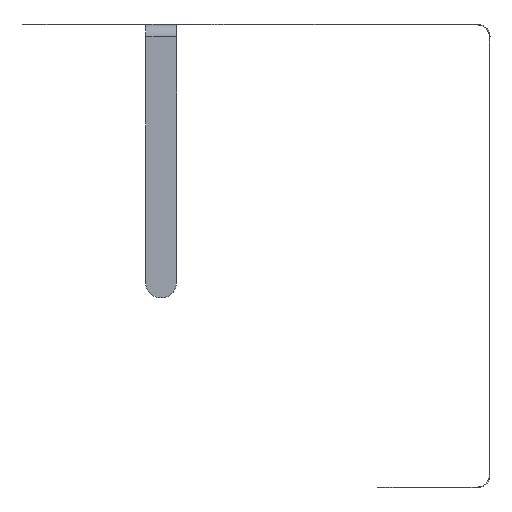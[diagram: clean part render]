
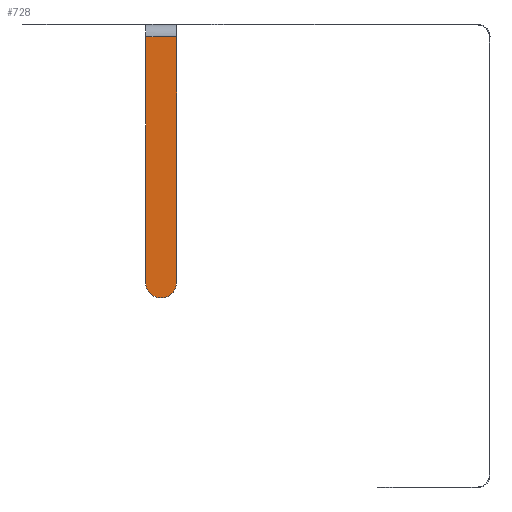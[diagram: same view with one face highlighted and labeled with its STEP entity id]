
A CAD part, front view. The second image highlights one B-rep face of the part: STEP entity #728.
In plain terms, the highlighted planar face has unit normal (0.001, -1, 0).
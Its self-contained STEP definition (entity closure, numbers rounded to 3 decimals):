
#703 = VERTEX_POINT('',#704);
#704 = CARTESIAN_POINT('',(-0.001,43.243,
    -2.024));
#710 = EDGE_CURVE('',#711,#703,#713,.T.);
#711 = VERTEX_POINT('',#712);
#712 = CARTESIAN_POINT('',(4.999,43.248,
    -2.024));
#713 = LINE('',#714,#715);
#714 = CARTESIAN_POINT('',(4.999,43.248,
    -2.024));
#715 = VECTOR('',#716,1.);
#716 = DIRECTION('',(-1.,-0.001,
    0.));
#728 = ADVANCED_FACE('',(#729),#906,.T.);
#729 = FACE_BOUND('',#730,.T.);
#730 = EDGE_LOOP('',(#731,#732,#740,#748,#756,#764,#772,#780,#788,#796,
    #804,#812,#820,#828,#836,#844,#852,#860,#868,#876,#884,#892,#900));
#731 = ORIENTED_EDGE('',*,*,#710,.T.);
#732 = ORIENTED_EDGE('',*,*,#733,.T.);
#733 = EDGE_CURVE('',#703,#734,#736,.T.);
#734 = VERTEX_POINT('',#735);
#735 = CARTESIAN_POINT('',(-0.036,43.243,
    -38.703));
#736 = LINE('',#737,#738);
#737 = CARTESIAN_POINT('',(-0.001,43.243,
    -2.024));
#738 = VECTOR('',#739,1.);
#739 = DIRECTION('',(-0.001,0.,
    -1.));
#740 = ORIENTED_EDGE('',*,*,#741,.T.);
#741 = EDGE_CURVE('',#734,#742,#744,.T.);
#742 = VERTEX_POINT('',#743);
#743 = CARTESIAN_POINT('',(-0.039,43.243,
    -41.678));
#744 = LINE('',#745,#746);
#745 = CARTESIAN_POINT('',(-0.036,43.243,
    -38.703));
#746 = VECTOR('',#747,1.);
#747 = DIRECTION('',(-0.001,0.,
    -1.));
#748 = ORIENTED_EDGE('',*,*,#749,.T.);
#749 = EDGE_CURVE('',#742,#750,#752,.T.);
#750 = VERTEX_POINT('',#751);
#751 = CARTESIAN_POINT('',(-0.039,43.243,
    -41.924));
#752 = LINE('',#753,#754);
#753 = CARTESIAN_POINT('',(-0.039,43.243,
    -41.678));
#754 = VECTOR('',#755,1.);
#755 = DIRECTION('',(-0.001,0.,
    -1.));
#756 = ORIENTED_EDGE('',*,*,#757,.T.);
#757 = EDGE_CURVE('',#750,#758,#760,.T.);
#758 = VERTEX_POINT('',#759);
#759 = CARTESIAN_POINT('',(0.057,43.243,
    -42.407));
#760 = LINE('',#761,#762);
#761 = CARTESIAN_POINT('',(-0.039,43.243,
    -41.924));
#762 = VECTOR('',#763,1.);
#763 = DIRECTION('',(0.194,0.,-0.981)
  );
#764 = ORIENTED_EDGE('',*,*,#765,.T.);
#765 = EDGE_CURVE('',#758,#766,#768,.T.);
#766 = VERTEX_POINT('',#767);
#767 = CARTESIAN_POINT('',(0.245,43.243,
    -42.862));
#768 = LINE('',#769,#770);
#769 = CARTESIAN_POINT('',(0.057,43.243,
    -42.407));
#770 = VECTOR('',#771,1.);
#771 = DIRECTION('',(0.383,0.,-0.924)
  );
#772 = ORIENTED_EDGE('',*,*,#773,.T.);
#773 = EDGE_CURVE('',#766,#774,#776,.T.);
#774 = VERTEX_POINT('',#775);
#775 = CARTESIAN_POINT('',(0.518,43.244,
    -43.273));
#776 = LINE('',#777,#778);
#777 = CARTESIAN_POINT('',(0.245,43.243,
    -42.862));
#778 = VECTOR('',#779,1.);
#779 = DIRECTION('',(0.553,0.001,-0.833)
  );
#780 = ORIENTED_EDGE('',*,*,#781,.T.);
#781 = EDGE_CURVE('',#774,#782,#784,.T.);
#782 = VERTEX_POINT('',#783);
#783 = CARTESIAN_POINT('',(0.865,43.244,
    -43.621));
#784 = LINE('',#785,#786);
#785 = CARTESIAN_POINT('',(0.518,43.244,
    -43.273));
#786 = VECTOR('',#787,1.);
#787 = DIRECTION('',(0.706,0.001,-0.708)
  );
#788 = ORIENTED_EDGE('',*,*,#789,.T.);
#789 = EDGE_CURVE('',#782,#790,#792,.T.);
#790 = VERTEX_POINT('',#791);
#791 = CARTESIAN_POINT('',(1.275,43.244,-43.894
    ));
#792 = LINE('',#793,#794);
#793 = CARTESIAN_POINT('',(0.865,43.244,
    -43.621));
#794 = VECTOR('',#795,1.);
#795 = DIRECTION('',(0.832,0.001,-0.555)
  );
#796 = ORIENTED_EDGE('',*,*,#797,.T.);
#797 = EDGE_CURVE('',#790,#798,#800,.T.);
#798 = VERTEX_POINT('',#799);
#799 = CARTESIAN_POINT('',(1.73,43.245,
    -44.084));
#800 = LINE('',#801,#802);
#801 = CARTESIAN_POINT('',(1.275,43.244,-43.894
    ));
#802 = VECTOR('',#803,1.);
#803 = DIRECTION('',(0.923,0.001,-0.384)
  );
#804 = ORIENTED_EDGE('',*,*,#805,.T.);
#805 = EDGE_CURVE('',#798,#806,#808,.T.);
#806 = VERTEX_POINT('',#807);
#807 = CARTESIAN_POINT('',(2.213,43.245,
    -44.18));
#808 = LINE('',#809,#810);
#809 = CARTESIAN_POINT('',(1.73,43.245,
    -44.084));
#810 = VECTOR('',#811,1.);
#811 = DIRECTION('',(0.981,0.001,-0.196)
  );
#812 = ORIENTED_EDGE('',*,*,#813,.T.);
#813 = EDGE_CURVE('',#806,#814,#816,.T.);
#814 = VERTEX_POINT('',#815);
#815 = CARTESIAN_POINT('',(2.459,43.246,
    -44.18));
#816 = LINE('',#817,#818);
#817 = CARTESIAN_POINT('',(2.213,43.245,
    -44.18));
#818 = VECTOR('',#819,1.);
#819 = DIRECTION('',(1.,0.001,
    -0.001));
#820 = ORIENTED_EDGE('',*,*,#821,.T.);
#821 = EDGE_CURVE('',#814,#822,#824,.T.);
#822 = VERTEX_POINT('',#823);
#823 = CARTESIAN_POINT('',(2.705,43.246,
    -44.181));
#824 = LINE('',#825,#826);
#825 = CARTESIAN_POINT('',(2.459,43.246,
    -44.18));
#826 = VECTOR('',#827,1.);
#827 = DIRECTION('',(1.,0.001,
    -0.001));
#828 = ORIENTED_EDGE('',*,*,#829,.T.);
#829 = EDGE_CURVE('',#822,#830,#832,.T.);
#830 = VERTEX_POINT('',#831);
#831 = CARTESIAN_POINT('',(3.188,43.246,
    -44.085));
#832 = LINE('',#833,#834);
#833 = CARTESIAN_POINT('',(2.705,43.246,
    -44.181));
#834 = VECTOR('',#835,1.);
#835 = DIRECTION('',(0.981,0.001,0.194)
  );
#836 = ORIENTED_EDGE('',*,*,#837,.T.);
#837 = EDGE_CURVE('',#830,#838,#840,.T.);
#838 = VERTEX_POINT('',#839);
#839 = CARTESIAN_POINT('',(3.643,43.247,
    -43.897));
#840 = LINE('',#841,#842);
#841 = CARTESIAN_POINT('',(3.188,43.246,
    -44.085));
#842 = VECTOR('',#843,1.);
#843 = DIRECTION('',(0.924,0.001,0.383));
#844 = ORIENTED_EDGE('',*,*,#845,.T.);
#845 = EDGE_CURVE('',#838,#846,#848,.T.);
#846 = VERTEX_POINT('',#847);
#847 = CARTESIAN_POINT('',(4.053,43.247,
    -43.624));
#848 = LINE('',#849,#850);
#849 = CARTESIAN_POINT('',(3.643,43.247,
    -43.897));
#850 = VECTOR('',#851,1.);
#851 = DIRECTION('',(0.833,0.001,0.553)
  );
#852 = ORIENTED_EDGE('',*,*,#853,.T.);
#853 = EDGE_CURVE('',#846,#854,#856,.T.);
#854 = VERTEX_POINT('',#855);
#855 = CARTESIAN_POINT('',(4.402,43.247,-43.276
    ));
#856 = LINE('',#857,#858);
#857 = CARTESIAN_POINT('',(4.053,43.247,
    -43.624));
#858 = VECTOR('',#859,1.);
#859 = DIRECTION('',(0.708,0.001,0.706)
  );
#860 = ORIENTED_EDGE('',*,*,#861,.T.);
#861 = EDGE_CURVE('',#854,#862,#864,.T.);
#862 = VERTEX_POINT('',#863);
#863 = CARTESIAN_POINT('',(4.675,43.248,-42.867)
  );
#864 = LINE('',#865,#866);
#865 = CARTESIAN_POINT('',(4.402,43.247,-43.276
    ));
#866 = VECTOR('',#867,1.);
#867 = DIRECTION('',(0.555,0.001,0.832)
  );
#868 = ORIENTED_EDGE('',*,*,#869,.T.);
#869 = EDGE_CURVE('',#862,#870,#872,.T.);
#870 = VERTEX_POINT('',#871);
#871 = CARTESIAN_POINT('',(4.865,43.248,
    -42.412));
#872 = LINE('',#873,#874);
#873 = CARTESIAN_POINT('',(4.675,43.248,-42.867)
  );
#874 = VECTOR('',#875,1.);
#875 = DIRECTION('',(0.384,0.,0.923)
  );
#876 = ORIENTED_EDGE('',*,*,#877,.T.);
#877 = EDGE_CURVE('',#870,#878,#880,.T.);
#878 = VERTEX_POINT('',#879);
#879 = CARTESIAN_POINT('',(4.961,43.248,
    -41.929));
#880 = LINE('',#881,#882);
#881 = CARTESIAN_POINT('',(4.865,43.248,
    -42.412));
#882 = VECTOR('',#883,1.);
#883 = DIRECTION('',(0.196,0.,0.981)
  );
#884 = ORIENTED_EDGE('',*,*,#885,.T.);
#885 = EDGE_CURVE('',#878,#886,#888,.T.);
#886 = VERTEX_POINT('',#887);
#887 = CARTESIAN_POINT('',(4.961,43.248,-41.683
    ));
#888 = LINE('',#889,#890);
#889 = CARTESIAN_POINT('',(4.961,43.248,
    -41.929));
#890 = VECTOR('',#891,1.);
#891 = DIRECTION('',(0.001,0.,
    1.));
#892 = ORIENTED_EDGE('',*,*,#893,.T.);
#893 = EDGE_CURVE('',#886,#894,#896,.T.);
#894 = VERTEX_POINT('',#895);
#895 = CARTESIAN_POINT('',(4.964,43.248,
    -38.708));
#896 = LINE('',#897,#898);
#897 = CARTESIAN_POINT('',(4.961,43.248,-41.683
    ));
#898 = VECTOR('',#899,1.);
#899 = DIRECTION('',(0.001,0.,
    1.));
#900 = ORIENTED_EDGE('',*,*,#901,.T.);
#901 = EDGE_CURVE('',#894,#711,#902,.T.);
#902 = LINE('',#903,#904);
#903 = CARTESIAN_POINT('',(4.964,43.248,
    -38.708));
#904 = VECTOR('',#905,1.);
#905 = DIRECTION('',(0.001,0.,
    1.));
#906 = PLANE('',#907);
#907 = AXIS2_PLACEMENT_3D('',#908,#909,#910);
#908 = CARTESIAN_POINT('',(4.999,43.248,
    -2.024));
#909 = DIRECTION('',(0.001,-1.,
    0.));
#910 = DIRECTION('',(1.,0.001,
    -0.001));
